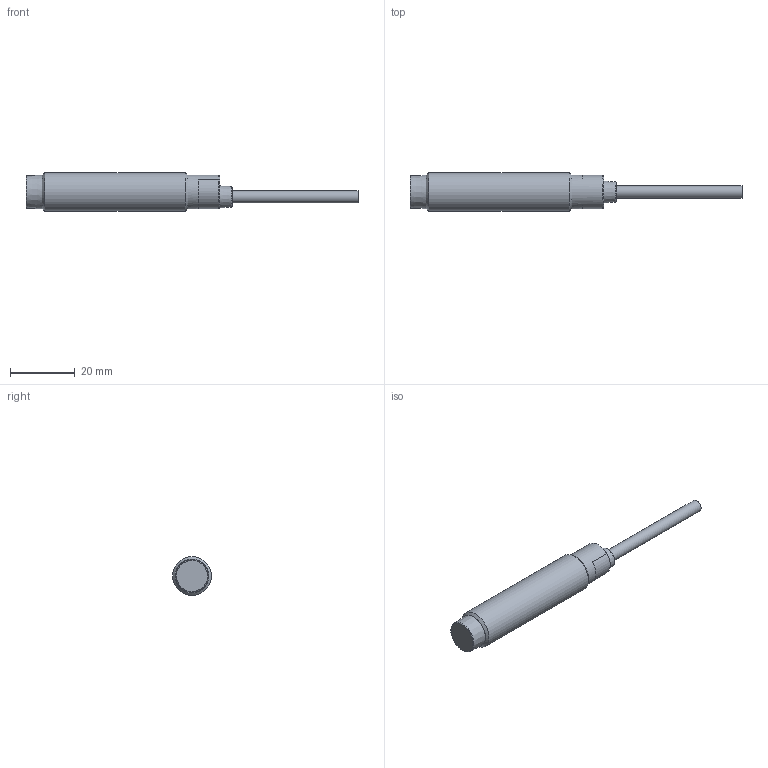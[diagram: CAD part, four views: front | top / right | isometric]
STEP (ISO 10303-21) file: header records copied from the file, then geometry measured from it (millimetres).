
FILE_DESCRIPTION( ( 'Unknown' ), '1' );
FILE_NAME( 'AM1_2A_fig.stp', 'Unknown', ( 'Unknown' ), ( 'Unknown' ), 'PSStep 16.0.42', 'Unknown', ' ' );
FILE_SCHEMA( ( 'AUTOMOTIVE_DESIGN { 1 0 10303 214 1 1 1 1 }' ) );
Length unit declared in the file: millimetre
Products named in the file (5): Assem1; -oa0
Assembly tree (4 placements, depth 2):
  Assem1
    -oa0
    -oa0
    -oa0
    -oa0
Bounding box: 102.6 x 12 x 12 mm (x, y, z)
Volume: 6871.4 mm3; surface area: 3283 mm2
Topology: 4 solids, 6 shells, 35 faces, 61 edges, 40 vertices
Faces by surface type: plane 21, cylinder 7, cone 6, torus 1
Full cylindrical faces by diameter (mm): 3.75 x1, 3.8 x1, 10.5 x1, 12 x1
Entity records: 834 total; most frequent: DIRECTION 149, CARTESIAN_POINT 125, ORIENTED_EDGE 92, AXIS2_PLACEMENT_3D 64, EDGE_LOOP 48, EDGE_CURVE 46, FACE_OUTER_BOUND 40, VERTEX_POINT 36
